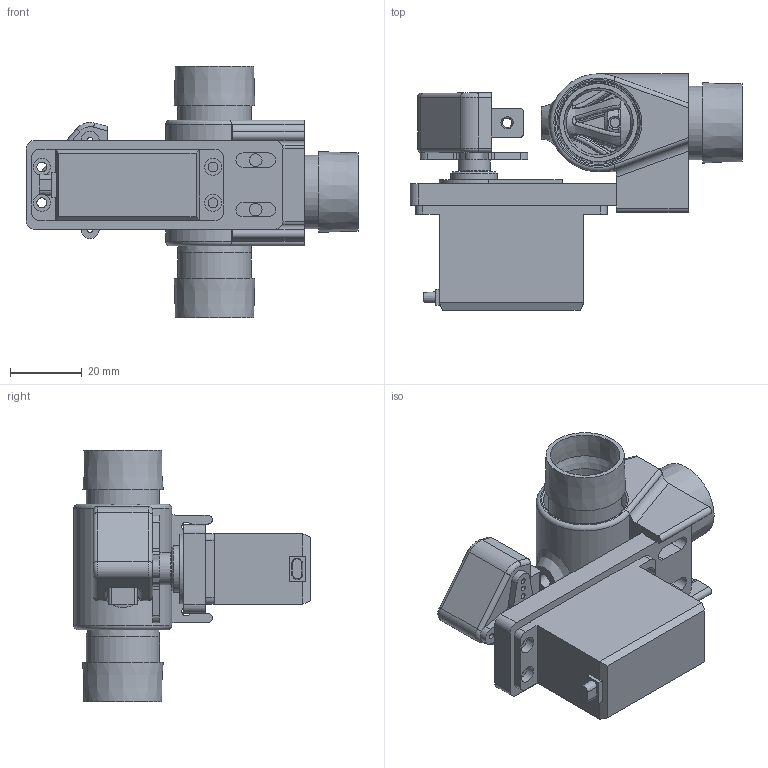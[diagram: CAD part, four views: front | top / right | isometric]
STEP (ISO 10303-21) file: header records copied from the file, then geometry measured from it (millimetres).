
FILE_DESCRIPTION(/* description */ (''),/* implementation_level */ '2;1');
FILE_NAME(/* name */ 'ValveV3.1 v5.step',/* time_stamp */ '2020-03-31T12:45:49+02:00',/* author */ (''),/* organization */ (''),/* preprocessor_version */ 'ST-DEVELOPER v18',/* originating_system */ 'Autodesk Translation Framework v8.12.0.6',/* authorisation */ '');
FILE_SCHEMA (('AUTOMOTIVE_DESIGN { 1 0 10303 214 3 1 1 }'));
Length unit declared in the file: millimetre
Products named in the file (1): ValveV3.1
Bounding box: 92.56 x 65.87 x 70 mm (x, y, z)
Volume: 63508.1 mm3; surface area: 37447.6 mm2
Topology: 11 solids, 11 shells, 433 faces, 1147 edges, 740 vertices
Faces by surface type: cylinder 142, plane 138, bspline 104, cone 33, torus 16
Full cylindrical faces by diameter (mm): 1.5 x12, 2 x2, 2.3 x1, 2.7 x2, 2.75 x6, 3.3 x1, 3.5 x4, 4.15 x2, 4.2 x1, 4.3 x2, 4.75 x4, 5.7 x1, 6 x3, 7.5 x1, 8.9 x1, 11.4 x1, 13 x1, 18.1 x3, 20.5 x3, 23.3 x2
Entity records: 18841 total; most frequent: CARTESIAN_POINT 8298, ORIENTED_EDGE 2294, DIRECTION 1984, EDGE_CURVE 1147, AXIS2_PLACEMENT_3D 755, VERTEX_POINT 742, EDGE_LOOP 533, LINE 474
